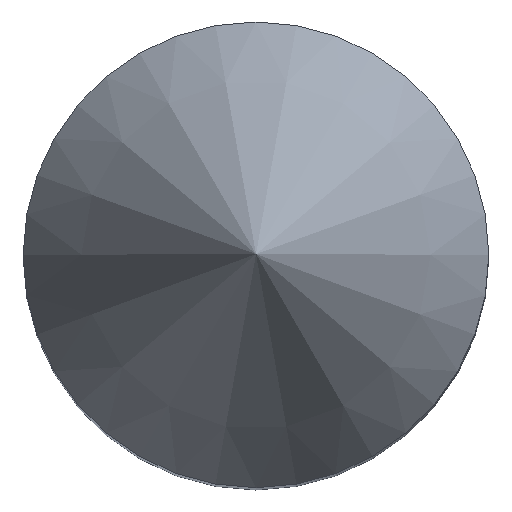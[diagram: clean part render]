
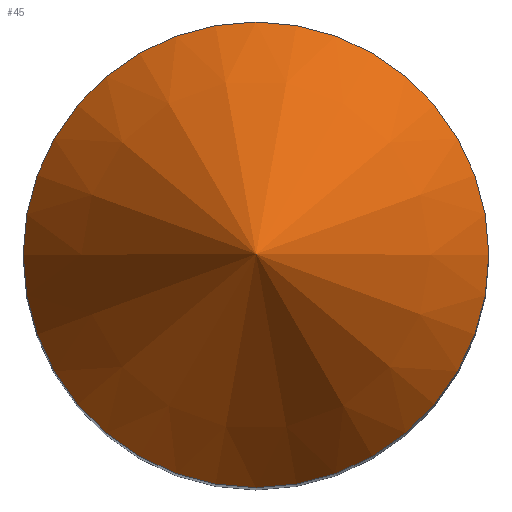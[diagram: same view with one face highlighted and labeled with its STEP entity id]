
A CAD part, top view. The second image highlights one B-rep face of the part: STEP entity #45.
In plain terms, the highlighted conical face has half-angle 30 degrees and reference radius 2.4 mm.
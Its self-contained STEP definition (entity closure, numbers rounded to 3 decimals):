
#17=FACE_OUTER_BOUND('',#20,.T.);
#20=EDGE_LOOP('',(#36,#37,#38));
#23=CIRCLE('',#63,2.4);
#25=LINE('',#85,#27);
#27=VECTOR('',#71,2.4);
#29=VERTEX_POINT('',#83);
#30=VERTEX_POINT('',#84);
#32=EDGE_CURVE('',#29,#30,#25,.T.);
#33=EDGE_CURVE('',#30,#30,#23,.T.);
#36=ORIENTED_EDGE('',*,*,#32,.T.);
#37=ORIENTED_EDGE('',*,*,#33,.T.);
#38=ORIENTED_EDGE('',*,*,#32,.F.);
#44=CONICAL_SURFACE('',#62,2.4,0.524);
#45=ADVANCED_FACE('',(#17),#44,.T.);
#62=AXIS2_PLACEMENT_3D('',#82,#69,#70);
#63=AXIS2_PLACEMENT_3D('',#86,#72,#73);
#69=DIRECTION('center_axis',(0.,0.,-1.));
#70=DIRECTION('ref_axis',(1.,0.,0.));
#71=DIRECTION('',(-0.5,0.,-0.866));
#72=DIRECTION('center_axis',(0.,0.,1.));
#73=DIRECTION('ref_axis',(1.,0.,0.));
#82=CARTESIAN_POINT('Origin',(0.,0.,14.));
#83=CARTESIAN_POINT('',(0.,0.,18.157));
#84=CARTESIAN_POINT('',(-2.4,0.,14.));
#85=CARTESIAN_POINT('',(-2.4,0.,14.));
#86=CARTESIAN_POINT('Origin',(0.,0.,14.));
